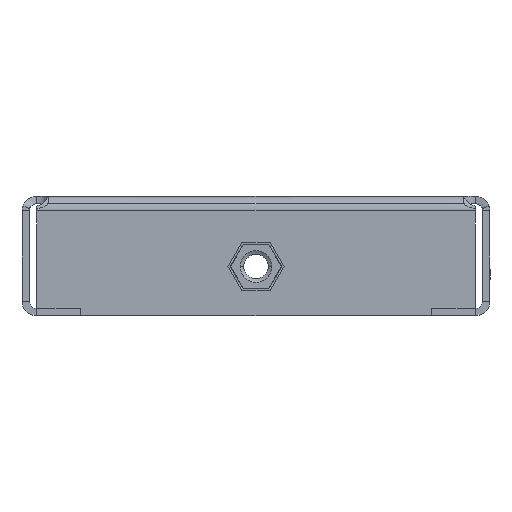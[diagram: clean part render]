
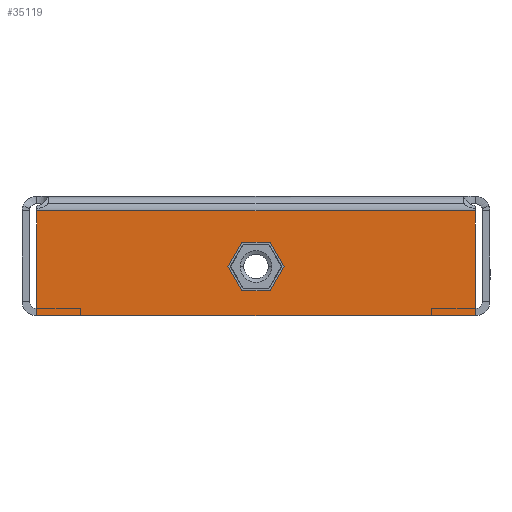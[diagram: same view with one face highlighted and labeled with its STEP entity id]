
A CAD part, left-side view. The second image highlights one B-rep face of the part: STEP entity #35119.
In plain terms, the highlighted planar face has unit normal (-1, 0, 0).
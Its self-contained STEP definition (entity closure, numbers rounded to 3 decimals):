
#312 = EDGE_CURVE ( 'NONE', #28004, #4005, #20829, .T. ) ;
#435 = ORIENTED_EDGE ( 'NONE', *, *, #9214, .F. ) ;
#676 = CARTESIAN_POINT ( 'NONE',  ( -502., -5.312, -14.4 ) ) ;
#748 = CARTESIAN_POINT ( 'NONE',  ( -502., 0., -19. ) ) ;
#806 = DIRECTION ( 'NONE',  ( 0., -1., 0. ) ) ;
#849 = EDGE_CURVE ( 'NONE', #27291, #32082, #30436, .T. ) ;
#1648 = CARTESIAN_POINT ( 'NONE',  ( -502., 2.656, -19. ) ) ;
#1790 = EDGE_LOOP ( 'NONE', ( #435, #23535, #11553, #10563 ) ) ;
#2582 = LINE ( 'NONE', #38727, #15418 ) ;
#3943 = CARTESIAN_POINT ( 'NONE',  ( -502., 45., 0. ) ) ;
#4005 = VERTEX_POINT ( 'NONE', #20197 ) ;
#4886 = EDGE_CURVE ( 'NONE', #35419, #22175, #2582, .T. ) ;
#6026 = CARTESIAN_POINT ( 'NONE',  ( -502., 45., -24.5 ) ) ;
#6119 = DIRECTION ( 'NONE',  ( 0., -1., 0. ) ) ;
#6410 = CARTESIAN_POINT ( 'NONE',  ( -502., -2.656, -9.8 ) ) ;
#7481 = VECTOR ( 'NONE', #20404, 1000. ) ;
#8208 = EDGE_CURVE ( 'NONE', #4005, #17633, #15905, .T. ) ;
#8386 = VECTOR ( 'NONE', #36442, 1000. ) ;
#8728 = VECTOR ( 'NONE', #806, 1000. ) ;
#9214 = EDGE_CURVE ( 'NONE', #31119, #22175, #31895, .T. ) ;
#9499 = AXIS2_PLACEMENT_3D ( 'NONE', #37107, #25302, #10129 ) ;
#9982 = EDGE_CURVE ( 'NONE', #20634, #35419, #24762, .T. ) ;
#10129 = DIRECTION ( 'NONE',  ( 0., 0., -1. ) ) ;
#10335 = DIRECTION ( 'NONE',  ( 0., -1., 0. ) ) ;
#10563 = ORIENTED_EDGE ( 'NONE', *, *, #4886, .T. ) ;
#10626 = LINE ( 'NONE', #20039, #7481 ) ;
#11553 = ORIENTED_EDGE ( 'NONE', *, *, #9982, .T. ) ;
#11755 = ORIENTED_EDGE ( 'NONE', *, *, #312, .T. ) ;
#11849 = EDGE_CURVE ( 'NONE', #24893, #28004, #35324, .T. ) ;
#12943 = CARTESIAN_POINT ( 'NONE',  ( -502., 45., -3. ) ) ;
#12948 = DIRECTION ( 'NONE',  ( 0., 1., 0. ) ) ;
#14254 = CARTESIAN_POINT ( 'NONE',  ( -502., -10.219, -5.9 ) ) ;
#14890 = CARTESIAN_POINT ( 'NONE',  ( -502., -45., -24.5 ) ) ;
#15288 = CARTESIAN_POINT ( 'NONE',  ( -502., 0., -9.8 ) ) ;
#15418 = VECTOR ( 'NONE', #17747, 1000. ) ;
#15680 = LINE ( 'NONE', #15288, #19661 ) ;
#15905 = LINE ( 'NONE', #748, #28777 ) ;
#15944 = CARTESIAN_POINT ( 'NONE',  ( -502., -45., -3. ) ) ;
#16510 = FACE_OUTER_BOUND ( 'NONE', #1790, .T. ) ;
#17633 = VERTEX_POINT ( 'NONE', #1648 ) ;
#17747 = DIRECTION ( 'NONE',  ( 0., 0., 1. ) ) ;
#19112 = VECTOR ( 'NONE', #29500, 1000. ) ;
#19174 = VECTOR ( 'NONE', #39022, 1000. ) ;
#19319 = LINE ( 'NONE', #3943, #23061 ) ;
#19661 = VECTOR ( 'NONE', #6119, 1000. ) ;
#20025 = CARTESIAN_POINT ( 'NONE',  ( -502., 2.656, -9.8 ) ) ;
#20039 = CARTESIAN_POINT ( 'NONE',  ( -502., 10.219, -5.9 ) ) ;
#20197 = CARTESIAN_POINT ( 'NONE',  ( -502., -2.656, -19. ) ) ;
#20404 = DIRECTION ( 'NONE',  ( 0., 0.5, 0.866 ) ) ;
#20634 = VERTEX_POINT ( 'NONE', #6026 ) ;
#20829 = LINE ( 'NONE', #14254, #19174 ) ;
#21958 = CARTESIAN_POINT ( 'NONE',  ( -502., 5.312, -14.4 ) ) ;
#22175 = VERTEX_POINT ( 'NONE', #15944 ) ;
#23061 = VECTOR ( 'NONE', #34496, 1000. ) ;
#23535 = ORIENTED_EDGE ( 'NONE', *, *, #31099, .T. ) ;
#24191 = ORIENTED_EDGE ( 'NONE', *, *, #11849, .T. ) ;
#24405 = EDGE_LOOP ( 'NONE', ( #11755, #38646, #38143, #26225, #25161, #24191 ) ) ;
#24711 = PLANE ( 'NONE',  #9499 ) ;
#24762 = LINE ( 'NONE', #31569, #8728 ) ;
#24893 = VERTEX_POINT ( 'NONE', #6410 ) ;
#25161 = ORIENTED_EDGE ( 'NONE', *, *, #26981, .T. ) ;
#25302 = DIRECTION ( 'NONE',  ( 1., 0., 0. ) ) ;
#25992 = EDGE_CURVE ( 'NONE', #17633, #27291, #10626, .T. ) ;
#26225 = ORIENTED_EDGE ( 'NONE', *, *, #849, .T. ) ;
#26483 = CARTESIAN_POINT ( 'NONE',  ( -502., 2.252, -1.3 ) ) ;
#26981 = EDGE_CURVE ( 'NONE', #32082, #24893, #15680, .T. ) ;
#27291 = VERTEX_POINT ( 'NONE', #21958 ) ;
#28004 = VERTEX_POINT ( 'NONE', #676 ) ;
#28777 = VECTOR ( 'NONE', #12948, 1000. ) ;
#29500 = DIRECTION ( 'NONE',  ( 0., -0.5, -0.866 ) ) ;
#30436 = LINE ( 'NONE', #36828, #8386 ) ;
#31007 = VECTOR ( 'NONE', #10335, 1000. ) ;
#31099 = EDGE_CURVE ( 'NONE', #31119, #20634, #19319, .T. ) ;
#31119 = VERTEX_POINT ( 'NONE', #12943 ) ;
#31569 = CARTESIAN_POINT ( 'NONE',  ( -502., 0., -24.5 ) ) ;
#31895 = LINE ( 'NONE', #34504, #31007 ) ;
#32082 = VERTEX_POINT ( 'NONE', #20025 ) ;
#34496 = DIRECTION ( 'NONE',  ( 0., 0., -1. ) ) ;
#34504 = CARTESIAN_POINT ( 'NONE',  ( -502., -45., -3. ) ) ;
#34509 = FACE_BOUND ( 'NONE', #24405, .T. ) ;
#35119 = ADVANCED_FACE ( 'NONE', ( #34509, #16510 ), #24711, .F. ) ;
#35324 = LINE ( 'NONE', #26483, #19112 ) ;
#35419 = VERTEX_POINT ( 'NONE', #14890 ) ;
#36442 = DIRECTION ( 'NONE',  ( 0., -0.5, 0.866 ) ) ;
#36828 = CARTESIAN_POINT ( 'NONE',  ( -502., -2.252, -1.3 ) ) ;
#37107 = CARTESIAN_POINT ( 'NONE',  ( -502., 0., 0. ) ) ;
#38143 = ORIENTED_EDGE ( 'NONE', *, *, #25992, .T. ) ;
#38646 = ORIENTED_EDGE ( 'NONE', *, *, #8208, .T. ) ;
#38727 = CARTESIAN_POINT ( 'NONE',  ( -502., -45., 0. ) ) ;
#39022 = DIRECTION ( 'NONE',  ( 0., 0.5, -0.866 ) ) ;
